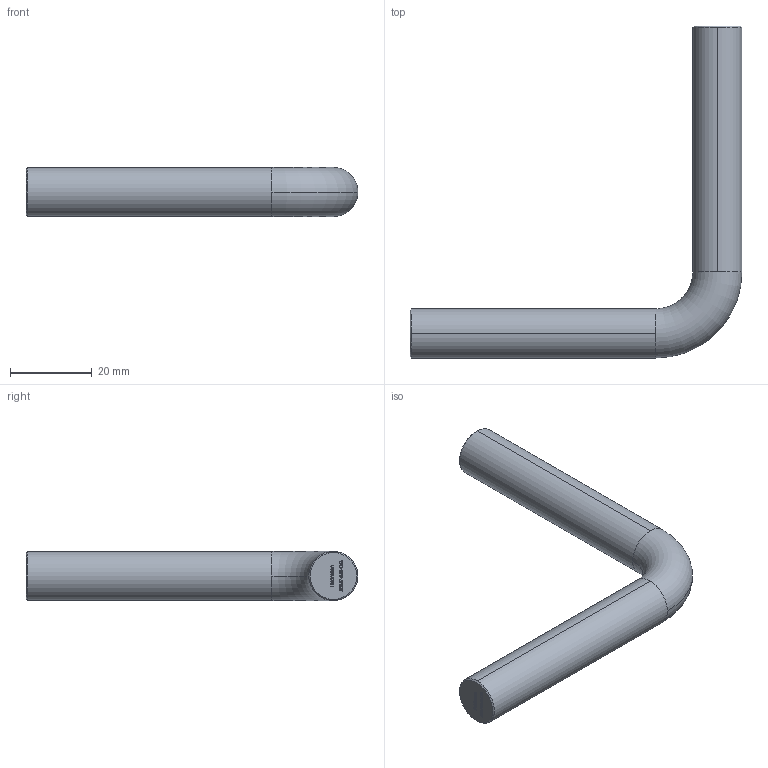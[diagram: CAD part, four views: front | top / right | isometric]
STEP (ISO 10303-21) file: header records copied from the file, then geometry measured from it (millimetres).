
FILE_DESCRIPTION (( 'STEP AP203' ), '1' );
FILE_NAME ('50247-240-OG.STEP', '2020-09-23T11:02:08', ( '' ), ( '' ), 'SwSTEP 2.0', 'SolidWorks 2018', '' );
FILE_SCHEMA (( 'CONFIG_CONTROL_DESIGN' ));
Length unit declared in the file: millimetre
Products named in the file (2): 50247-240-OG
Bounding box: 81 x 81 x 12 mm (x, y, z)
Volume: 16231.9 mm3; surface area: 5658.9 mm2
Topology: 1 solids, 1 shells, 259 faces, 683 edges, 454 vertices
Faces by surface type: plane 146, bspline 103, cone 4, cylinder 4, torus 2
Entity records: 14236 total; most frequent: CARTESIAN_POINT 8357, ORIENTED_EDGE 1366, DIRECTION 811, EDGE_CURVE 683, LINE 459, VECTOR 459, VERTEX_POINT 454, EDGE_LOOP 287
